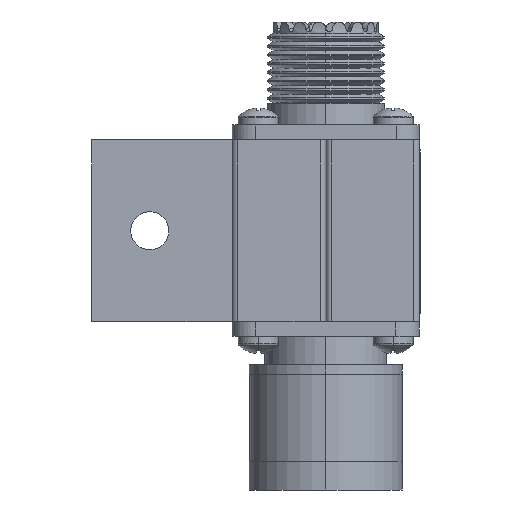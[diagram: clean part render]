
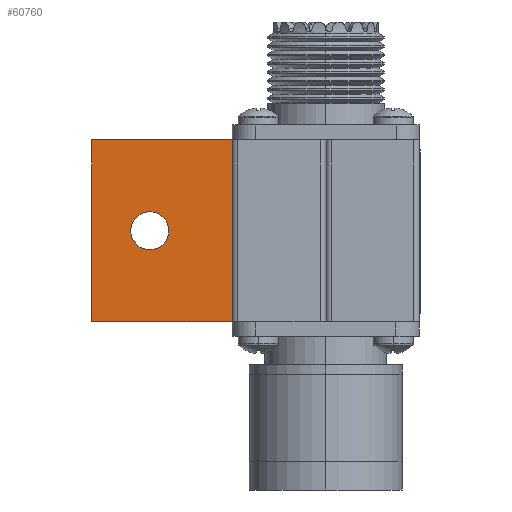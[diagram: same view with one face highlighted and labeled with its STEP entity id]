
A CAD part, left-side view. The second image highlights one B-rep face of the part: STEP entity #60760.
In plain terms, the highlighted face is planar.
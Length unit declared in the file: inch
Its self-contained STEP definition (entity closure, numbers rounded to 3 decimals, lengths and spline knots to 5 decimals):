
#3961 = DIRECTION ( 'NONE',  ( 1., 0., 0. ) ) ;
#4105 = VERTEX_POINT ( 'NONE', #75465 ) ;
#6919 = DIRECTION ( 'NONE',  ( 0., 0., -1. ) ) ;
#7403 = AXIS2_PLACEMENT_3D ( 'NONE', #29274, #55192, #49547 ) ;
#7678 = VECTOR ( 'NONE', #9687, 39.37008 ) ;
#8981 = FACE_OUTER_BOUND ( 'NONE', #79109, .T. ) ;
#9687 = DIRECTION ( 'NONE',  ( 0., 0., -1. ) ) ;
#10083 = VECTOR ( 'NONE', #46597, 39.37008 ) ;
#12868 = DIRECTION ( 'NONE',  ( 0., 0., 1. ) ) ;
#13130 = VERTEX_POINT ( 'NONE', #45500 ) ;
#14656 = ORIENTED_EDGE ( 'NONE', *, *, #70095, .T. ) ;
#16603 = EDGE_CURVE ( 'NONE', #26384, #83276, #73414, .T. ) ;
#19202 = CARTESIAN_POINT ( 'NONE',  ( 0., 0., 0.485 ) ) ;
#22050 = LINE ( 'NONE', #62681, #70000 ) ;
#22784 = PLANE ( 'NONE',  #7403 ) ;
#25699 = LINE ( 'NONE', #19202, #7678 ) ;
#26088 = ORIENTED_EDGE ( 'NONE', *, *, #75009, .T. ) ;
#26384 = VERTEX_POINT ( 'NONE', #78967 ) ;
#29274 = CARTESIAN_POINT ( 'NONE',  ( 0., 0., 0.485 ) ) ;
#30086 = CARTESIAN_POINT ( 'NONE',  ( 0., 0., 0.485 ) ) ;
#34226 = VERTEX_POINT ( 'NONE', #30086 ) ;
#34497 = LINE ( 'NONE', #73849, #10083 ) ;
#36925 = EDGE_CURVE ( 'NONE', #13130, #4105, #37752, .T. ) ;
#37403 = ORIENTED_EDGE ( 'NONE', *, *, #59211, .F. ) ;
#37752 = CIRCLE ( 'NONE', #50138, 0.1015 ) ;
#45462 = DIRECTION ( 'NONE',  ( 0., 1., 0. ) ) ;
#45500 = CARTESIAN_POINT ( 'NONE',  ( 0.44, 0., 0.1015 ) ) ;
#46154 = ORIENTED_EDGE ( 'NONE', *, *, #76207, .T. ) ;
#46597 = DIRECTION ( 'NONE',  ( 1., 0., 0. ) ) ;
#47772 = CIRCLE ( 'NONE', #71235, 0.1015 ) ;
#49547 = DIRECTION ( 'NONE',  ( 0., 0., 1. ) ) ;
#49717 = EDGE_LOOP ( 'NONE', ( #78982, #26088 ) ) ;
#50138 = AXIS2_PLACEMENT_3D ( 'NONE', #59972, #59120, #12868 ) ;
#51679 = CARTESIAN_POINT ( 'NONE',  ( 0., 0., -0.485 ) ) ;
#51682 = CARTESIAN_POINT ( 'NONE',  ( 0.75, 0., -0.485 ) ) ;
#53002 = ORIENTED_EDGE ( 'NONE', *, *, #16603, .F. ) ;
#53238 = CARTESIAN_POINT ( 'NONE',  ( 0.44, 0., 0. ) ) ;
#53990 = VERTEX_POINT ( 'NONE', #51679 ) ;
#54349 = CARTESIAN_POINT ( 'NONE',  ( 0.75, 0., 0.485 ) ) ;
#55192 = DIRECTION ( 'NONE',  ( 0., 1., 0. ) ) ;
#59120 = DIRECTION ( 'NONE',  ( 0., 1., 0. ) ) ;
#59211 = EDGE_CURVE ( 'NONE', #34226, #26384, #34497, .T. ) ;
#59972 = CARTESIAN_POINT ( 'NONE',  ( 0.44, 0., 0. ) ) ;
#60760 = ADVANCED_FACE ( 'NONE', ( #61256, #8981 ), #22784, .F. ) ;
#61256 = FACE_BOUND ( 'NONE', #49717, .T. ) ;
#62466 = VECTOR ( 'NONE', #6919, 39.37008 ) ;
#62681 = CARTESIAN_POINT ( 'NONE',  ( 0., 0., -0.485 ) ) ;
#70000 = VECTOR ( 'NONE', #3961, 39.37008 ) ;
#70095 = EDGE_CURVE ( 'NONE', #34226, #53990, #25699, .T. ) ;
#71235 = AXIS2_PLACEMENT_3D ( 'NONE', #53238, #45462, #71845 ) ;
#71845 = DIRECTION ( 'NONE',  ( 0., 0., 1. ) ) ;
#73414 = LINE ( 'NONE', #54349, #62466 ) ;
#73849 = CARTESIAN_POINT ( 'NONE',  ( 0., 0., 0.485 ) ) ;
#75009 = EDGE_CURVE ( 'NONE', #4105, #13130, #47772, .T. ) ;
#75465 = CARTESIAN_POINT ( 'NONE',  ( 0.44, 0., -0.1015 ) ) ;
#76207 = EDGE_CURVE ( 'NONE', #53990, #83276, #22050, .T. ) ;
#78967 = CARTESIAN_POINT ( 'NONE',  ( 0.75, 0., 0.485 ) ) ;
#78982 = ORIENTED_EDGE ( 'NONE', *, *, #36925, .T. ) ;
#79109 = EDGE_LOOP ( 'NONE', ( #46154, #53002, #37403, #14656 ) ) ;
#83276 = VERTEX_POINT ( 'NONE', #51682 ) ;
